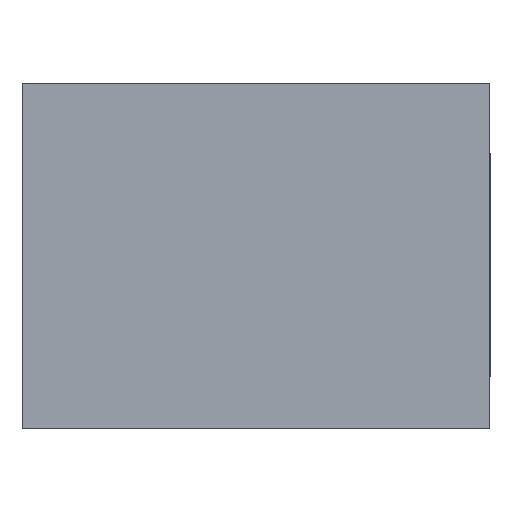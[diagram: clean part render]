
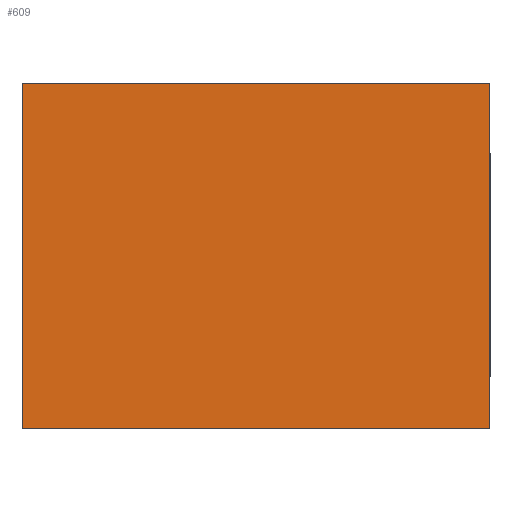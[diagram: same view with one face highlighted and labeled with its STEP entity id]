
A CAD part, top view. The second image highlights one B-rep face of the part: STEP entity #609.
In plain terms, the highlighted planar face has unit normal (0, 0, 1).
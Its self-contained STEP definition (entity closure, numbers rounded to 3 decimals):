
#93=FACE_OUTER_BOUND('',#129,.T.);
#129=EDGE_LOOP('',(#531,#532,#533,#534));
#193=LINE('',#1047,#265);
#196=LINE('',#1053,#268);
#199=LINE('',#1059,#271);
#202=LINE('',#1063,#274);
#265=VECTOR('',#871,10.);
#268=VECTOR('',#876,10.);
#271=VECTOR('',#881,10.);
#274=VECTOR('',#886,10.);
#317=VERTEX_POINT('',#1044);
#318=VERTEX_POINT('',#1046);
#320=VERTEX_POINT('',#1052);
#322=VERTEX_POINT('',#1058);
#385=EDGE_CURVE('',#318,#317,#193,.T.);
#388=EDGE_CURVE('',#320,#318,#196,.T.);
#391=EDGE_CURVE('',#322,#320,#199,.T.);
#394=EDGE_CURVE('',#317,#322,#202,.T.);
#531=ORIENTED_EDGE('',*,*,#394,.T.);
#532=ORIENTED_EDGE('',*,*,#391,.T.);
#533=ORIENTED_EDGE('',*,*,#388,.T.);
#534=ORIENTED_EDGE('',*,*,#385,.T.);
#573=PLANE('',#725);
#609=ADVANCED_FACE('',(#93),#573,.T.);
#725=AXIS2_PLACEMENT_3D('',#1064,#887,#888);
#871=DIRECTION('',(0.,-1.,0.));
#876=DIRECTION('',(-1.,0.,0.));
#881=DIRECTION('',(0.,1.,0.));
#886=DIRECTION('',(1.,0.,0.));
#887=DIRECTION('center_axis',(0.,0.,1.));
#888=DIRECTION('ref_axis',(1.,0.,0.));
#1044=CARTESIAN_POINT('',(-327.968,-344.083,24.));
#1046=CARTESIAN_POINT('',(-327.968,135.917,24.));
#1047=CARTESIAN_POINT('',(-327.968,-344.083,24.));
#1052=CARTESIAN_POINT('',(322.032,135.917,24.));
#1053=CARTESIAN_POINT('',(-327.968,135.917,24.));
#1058=CARTESIAN_POINT('',(322.032,-344.083,24.));
#1059=CARTESIAN_POINT('',(322.032,135.917,24.));
#1063=CARTESIAN_POINT('',(322.032,-344.083,24.));
#1064=CARTESIAN_POINT('Origin',(-2.968,-104.083,24.));
